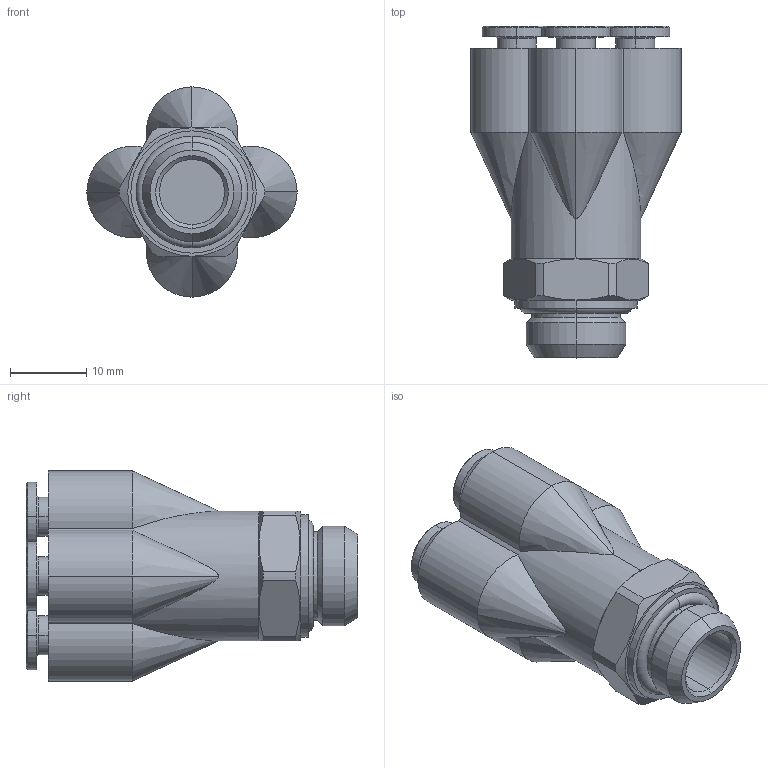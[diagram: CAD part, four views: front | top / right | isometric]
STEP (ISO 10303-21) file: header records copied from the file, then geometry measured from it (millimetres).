
FILE_DESCRIPTION (( 'STEP AP203' ), '1' );
FILE_NAME ('B0340012.STEP', '2015-02-05T16:11:22', ( 'Gabriele' ), ( '' ), 'SwSTEP 2.0', 'SolidWorks 2011', '' );
FILE_SCHEMA (( 'CONFIG_CONTROL_DESIGN' ));
Length unit declared in the file: millimetre
Products named in the file (1): B0340012
Bounding box: 27.5 x 43.4 x 27.5 mm (x, y, z)
Volume: 9713.7 mm3; surface area: 6009.5 mm2
Topology: 1 solids, 5 shells, 190 faces, 462 edges, 296 vertices
Faces by surface type: cylinder 104, cone 42, plane 42, torus 2
Entity records: 5957 total; most frequent: CARTESIAN_POINT 1197, DIRECTION 1094, ORIENTED_EDGE 924, AXIS2_PLACEMENT_3D 465, EDGE_CURVE 462, VERTEX_POINT 296, CIRCLE 274, EDGE_LOOP 212
